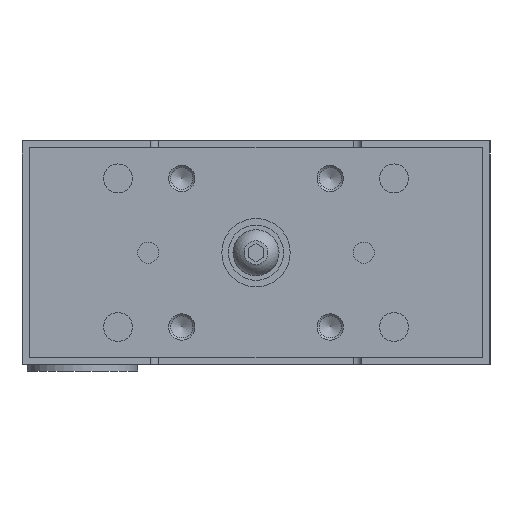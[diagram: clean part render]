
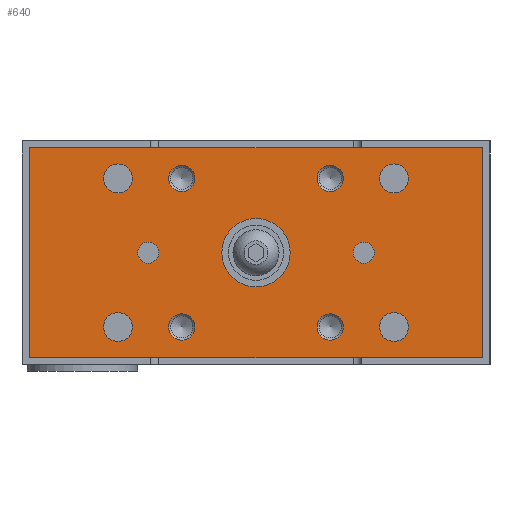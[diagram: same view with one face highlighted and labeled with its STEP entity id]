
A CAD part, left-side view. The second image highlights one B-rep face of the part: STEP entity #640.
In plain terms, the highlighted planar face has unit normal (-1, 0, 0).
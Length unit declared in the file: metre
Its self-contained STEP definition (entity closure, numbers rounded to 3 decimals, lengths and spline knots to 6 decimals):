
#640 = ADVANCED_FACE( '', ( #1655, #1656, #1657, #1658, #1659, #1660, #1661, #1662, #1663, #1664, #1665, #1666 ), #1667, .F. );
#1655 = FACE_BOUND( '', #3177, .T. );
#1656 = FACE_BOUND( '', #3178, .T. );
#1657 = FACE_BOUND( '', #3179, .T. );
#1658 = FACE_BOUND( '', #3180, .T. );
#1659 = FACE_BOUND( '', #3181, .T. );
#1660 = FACE_BOUND( '', #3182, .T. );
#1661 = FACE_BOUND( '', #3183, .T. );
#1662 = FACE_BOUND( '', #3184, .T. );
#1663 = FACE_BOUND( '', #3185, .T. );
#1664 = FACE_BOUND( '', #3186, .T. );
#1665 = FACE_BOUND( '', #3187, .T. );
#1666 = FACE_OUTER_BOUND( '', #3188, .T. );
#1667 = PLANE( '', #3189 );
#3177 = EDGE_LOOP( '', ( #5105 ) );
#3178 = EDGE_LOOP( '', ( #5106 ) );
#3179 = EDGE_LOOP( '', ( #5107 ) );
#3180 = EDGE_LOOP( '', ( #5108 ) );
#3181 = EDGE_LOOP( '', ( #5109 ) );
#3182 = EDGE_LOOP( '', ( #5110 ) );
#3183 = EDGE_LOOP( '', ( #5111 ) );
#3184 = EDGE_LOOP( '', ( #5112 ) );
#3185 = EDGE_LOOP( '', ( #5113 ) );
#3186 = EDGE_LOOP( '', ( #5114 ) );
#3187 = EDGE_LOOP( '', ( #5115 ) );
#3188 = EDGE_LOOP( '', ( #5116, #5117, #5118, #5119 ) );
#3189 = AXIS2_PLACEMENT_3D( '', #5120, #5121, #5122 );
#5105 = ORIENTED_EDGE( '', *, *, #7869, .T. );
#5106 = ORIENTED_EDGE( '', *, *, #7417, .T. );
#5107 = ORIENTED_EDGE( '', *, *, #7870, .F. );
#5108 = ORIENTED_EDGE( '', *, *, #7871, .F. );
#5109 = ORIENTED_EDGE( '', *, *, #7864, .T. );
#5110 = ORIENTED_EDGE( '', *, *, #7872, .T. );
#5111 = ORIENTED_EDGE( '', *, *, #7873, .T. );
#5112 = ORIENTED_EDGE( '', *, *, #7874, .T. );
#5113 = ORIENTED_EDGE( '', *, *, #7875, .T. );
#5114 = ORIENTED_EDGE( '', *, *, #7876, .T. );
#5115 = ORIENTED_EDGE( '', *, *, #7877, .T. );
#5116 = ORIENTED_EDGE( '', *, *, #7878, .T. );
#5117 = ORIENTED_EDGE( '', *, *, #7879, .T. );
#5118 = ORIENTED_EDGE( '', *, *, #7880, .T. );
#5119 = ORIENTED_EDGE( '', *, *, #7881, .T. );
#5120 = CARTESIAN_POINT( '', ( -0.037, 0.086, -0.0025 ) );
#5121 = DIRECTION( '', ( 1., 0., 0. ) );
#5122 = DIRECTION( '', ( 0., 0., 1. ) );
#7417 = EDGE_CURVE( '', #8577, #8577, #8578, .T. );
#7864 = EDGE_CURVE( '', #9333, #9333, #9334, .T. );
#7869 = EDGE_CURVE( '', #9341, #9341, #9342, .T. );
#7870 = EDGE_CURVE( '', #9343, #9343, #9344, .T. );
#7871 = EDGE_CURVE( '', #9345, #9345, #9346, .T. );
#7872 = EDGE_CURVE( '', #9347, #9347, #9348, .T. );
#7873 = EDGE_CURVE( '', #9349, #9349, #9350, .T. );
#7874 = EDGE_CURVE( '', #9351, #9351, #9352, .T. );
#7875 = EDGE_CURVE( '', #9353, #9353, #9354, .T. );
#7876 = EDGE_CURVE( '', #9355, #9355, #9356, .T. );
#7877 = EDGE_CURVE( '', #9357, #9357, #9358, .T. );
#7878 = EDGE_CURVE( '', #9359, #9360, #9361, .T. );
#7879 = EDGE_CURVE( '', #9360, #9362, #9363, .T. );
#7880 = EDGE_CURVE( '', #9362, #9364, #9365, .T. );
#7881 = EDGE_CURVE( '', #9364, #9359, #9366, .T. );
#8577 = VERTEX_POINT( '', #10302 );
#8578 = CIRCLE( '', #10303, 0.005 );
#9333 = VERTEX_POINT( '', #11809 );
#9334 = CIRCLE( '', #11810, 0.005 );
#9341 = VERTEX_POINT( '', #11817 );
#9342 = CIRCLE( '', #11818, 0.013 );
#9343 = VERTEX_POINT( '', #11819 );
#9344 = CIRCLE( '', #11820, 0.005 );
#9345 = VERTEX_POINT( '', #11821 );
#9346 = CIRCLE( '', #11822, 0.005 );
#9347 = VERTEX_POINT( '', #11823 );
#9348 = CIRCLE( '', #11824, 0.0055 );
#9349 = VERTEX_POINT( '', #11825 );
#9350 = CIRCLE( '', #11826, 0.0055 );
#9351 = VERTEX_POINT( '', #11827 );
#9352 = CIRCLE( '', #11828, 0.0055 );
#9353 = VERTEX_POINT( '', #11829 );
#9354 = CIRCLE( '', #11830, 0.0055 );
#9355 = VERTEX_POINT( '', #11831 );
#9356 = CIRCLE( '', #11832, 0.004 );
#9357 = VERTEX_POINT( '', #11833 );
#9358 = CIRCLE( '', #11834, 0.004 );
#9359 = VERTEX_POINT( '', #11835 );
#9360 = VERTEX_POINT( '', #11836 );
#9361 = LINE( '', #11837, #11838 );
#9362 = VERTEX_POINT( '', #11839 );
#9363 = LINE( '', #11840, #11841 );
#9364 = VERTEX_POINT( '', #11842 );
#9365 = LINE( '', #11843, #11844 );
#9366 = LINE( '', #11845, #11846 );
#10302 = CARTESIAN_POINT( '', ( -0.037, 0.02325, -0.01425 ) );
#10303 = AXIS2_PLACEMENT_3D( '', #13170, #13171, #13172 );
#11809 = CARTESIAN_POINT( '', ( -0.037, -0.02325, -0.07075 ) );
#11810 = AXIS2_PLACEMENT_3D( '', #13812, #13813, #13814 );
#11817 = CARTESIAN_POINT( '', ( -0.037, 0.013, -0.0425 ) );
#11818 = AXIS2_PLACEMENT_3D( '', #13821, #13822, #13823 );
#11819 = CARTESIAN_POINT( '', ( -0.037, -0.02325, -0.01425 ) );
#11820 = AXIS2_PLACEMENT_3D( '', #13824, #13825, #13826 );
#11821 = CARTESIAN_POINT( '', ( -0.037, 0.02325, -0.07075 ) );
#11822 = AXIS2_PLACEMENT_3D( '', #13827, #13828, #13829 );
#11823 = CARTESIAN_POINT( '', ( -0.037, 0.058, -0.01425 ) );
#11824 = AXIS2_PLACEMENT_3D( '', #13830, #13831, #13832 );
#11825 = CARTESIAN_POINT( '', ( -0.037, -0.047, -0.01425 ) );
#11826 = AXIS2_PLACEMENT_3D( '', #13833, #13834, #13835 );
#11827 = CARTESIAN_POINT( '', ( -0.037, 0.058, -0.07075 ) );
#11828 = AXIS2_PLACEMENT_3D( '', #13836, #13837, #13838 );
#11829 = CARTESIAN_POINT( '', ( -0.037, -0.047, -0.07075 ) );
#11830 = AXIS2_PLACEMENT_3D( '', #13839, #13840, #13841 );
#11831 = CARTESIAN_POINT( '', ( -0.037, 0.045, -0.0425 ) );
#11832 = AXIS2_PLACEMENT_3D( '', #13842, #13843, #13844 );
#11833 = CARTESIAN_POINT( '', ( -0.037, -0.037, -0.0425 ) );
#11834 = AXIS2_PLACEMENT_3D( '', #13845, #13846, #13847 );
#11835 = CARTESIAN_POINT( '', ( -0.037, 0.086, -0.0025 ) );
#11836 = CARTESIAN_POINT( '', ( -0.037, 0.086, -0.0825 ) );
#11837 = CARTESIAN_POINT( '', ( -0.037, 0.086, -0.0025 ) );
#11838 = VECTOR( '', #13848, 1. );
#11839 = CARTESIAN_POINT( '', ( -0.037, -0.086, -0.0825 ) );
#11840 = CARTESIAN_POINT( '', ( -0.037, 0.086, -0.0825 ) );
#11841 = VECTOR( '', #13849, 1. );
#11842 = CARTESIAN_POINT( '', ( -0.037, -0.086, -0.0025 ) );
#11843 = CARTESIAN_POINT( '', ( -0.037, -0.086, -0.0825 ) );
#11844 = VECTOR( '', #13850, 1. );
#11845 = CARTESIAN_POINT( '', ( -0.037, -0.086, -0.0025 ) );
#11846 = VECTOR( '', #13851, 1. );
#13170 = CARTESIAN_POINT( '', ( -0.037, 0.02825, -0.01425 ) );
#13171 = DIRECTION( '', ( 1., 0., 0. ) );
#13172 = DIRECTION( '', ( 0., -1., 0. ) );
#13812 = CARTESIAN_POINT( '', ( -0.037, -0.02825, -0.07075 ) );
#13813 = DIRECTION( '', ( 1., 0., 0. ) );
#13814 = DIRECTION( '', ( 0., 1., 0. ) );
#13821 = CARTESIAN_POINT( '', ( -0.037, 0., -0.0425 ) );
#13822 = DIRECTION( '', ( 1., 0., 0. ) );
#13823 = DIRECTION( '', ( 0., 1., 0. ) );
#13824 = CARTESIAN_POINT( '', ( -0.037, -0.02825, -0.01425 ) );
#13825 = DIRECTION( '', ( -1., 0., 0. ) );
#13826 = DIRECTION( '', ( 0., 1., 0. ) );
#13827 = CARTESIAN_POINT( '', ( -0.037, 0.02825, -0.07075 ) );
#13828 = DIRECTION( '', ( -1., 0., 0. ) );
#13829 = DIRECTION( '', ( 0., -1., 0. ) );
#13830 = CARTESIAN_POINT( '', ( -0.037, 0.0525, -0.01425 ) );
#13831 = DIRECTION( '', ( 1., 0., 0. ) );
#13832 = DIRECTION( '', ( 0., 1., 0. ) );
#13833 = CARTESIAN_POINT( '', ( -0.037, -0.0525, -0.01425 ) );
#13834 = DIRECTION( '', ( 1., 0., 0. ) );
#13835 = DIRECTION( '', ( 0., 1., 0. ) );
#13836 = CARTESIAN_POINT( '', ( -0.037, 0.0525, -0.07075 ) );
#13837 = DIRECTION( '', ( 1., 0., 0. ) );
#13838 = DIRECTION( '', ( 0., 1., 0. ) );
#13839 = CARTESIAN_POINT( '', ( -0.037, -0.0525, -0.07075 ) );
#13840 = DIRECTION( '', ( 1., 0., 0. ) );
#13841 = DIRECTION( '', ( 0., 1., 0. ) );
#13842 = CARTESIAN_POINT( '', ( -0.037, 0.041, -0.0425 ) );
#13843 = DIRECTION( '', ( 1., 0., 0. ) );
#13844 = DIRECTION( '', ( 0., 1., 0. ) );
#13845 = CARTESIAN_POINT( '', ( -0.037, -0.041, -0.0425 ) );
#13846 = DIRECTION( '', ( 1., 0., 0. ) );
#13847 = DIRECTION( '', ( 0., 1., 0. ) );
#13848 = DIRECTION( '', ( 0., 0., -1. ) );
#13849 = DIRECTION( '', ( 0., -1., 0. ) );
#13850 = DIRECTION( '', ( 0., 0., 1. ) );
#13851 = DIRECTION( '', ( 0., 1., 0. ) );
